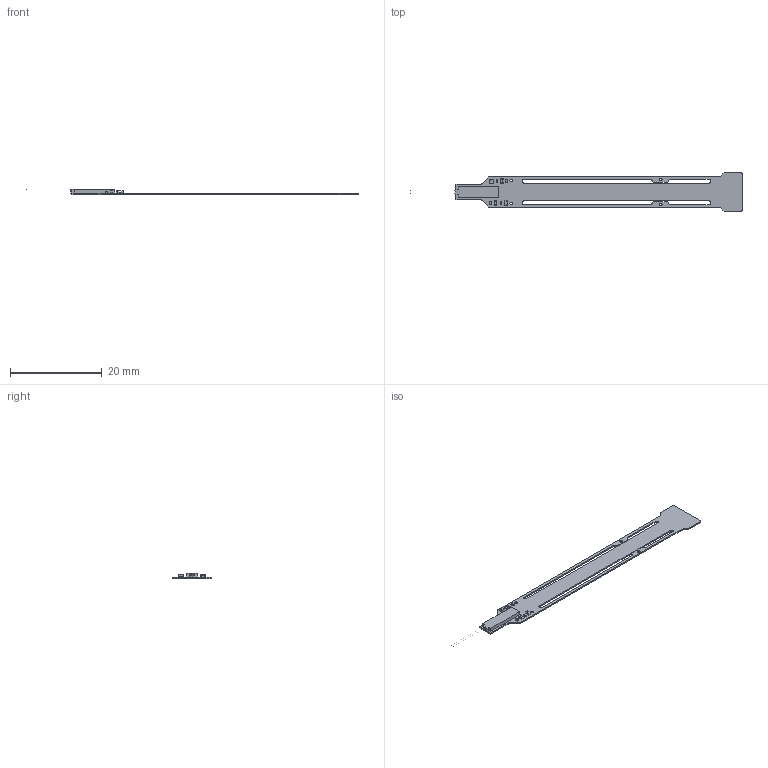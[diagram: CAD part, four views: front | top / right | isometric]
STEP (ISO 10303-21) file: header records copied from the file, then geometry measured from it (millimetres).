
FILE_DESCRIPTION(('Open CASCADE Model'),'2;1');
FILE_NAME('Open CASCADE Shape Model','2019-03-18T14:53:34',('Author'),( 'Open CASCADE'),'Open CASCADE STEP processor 6.8','Open CASCADE 6.8' ,'Unknown');
FILE_SCHEMA(('AUTOMOTIVE_DESIGN { 1 0 10303 214 1 1 1 1 }'));
Length unit declared in the file: millimetre
Products named in the file (23): PCB; Board; C101; CerCap_0402; U100; 763843384; Extruded; 763843656; U101; 780873184; Sphere; 763843928; 763844064; C110; CerCap_0201; C108; C105; C104; C103; C102
Assembly tree (31 placements, depth 4):
  PCB
    Board
    C101
      CerCap_0402
    U100
      763843384
        Extruded
      763843656  x2
        Extruded
    U101
      780873184  x4
        Sphere
      763843928
        Extruded
      763844064
        Extruded
    C110
      CerCap_0201
    C108
      CerCap_0201
    C105
      CerCap_0402
    C104
      CerCap_0201
    C103
      CerCap_0402
    C102
      CerCap_0201
Bounding box: 72.18 x 8.4 x 1.1 mm (x, y, z)
Volume: 122.3 mm3; surface area: 872.1 mm2
Topology: 31 solids, 31 shells, 523 faces, 1183 edges, 602 vertices
Faces by surface type: plane 179, cylinder 158, sphere 116, bspline 70
Full cylindrical faces by diameter (mm): 0.6 x4
Entity records: 20472 total; most frequent: CARTESIAN_POINT 10984, DIRECTION 1509, ORIENTED_EDGE 894, PCURVE 894, DEFINITIONAL_REPRESENTATION 894, LINE 757, VECTOR 757, EDGE_CURVE 447
